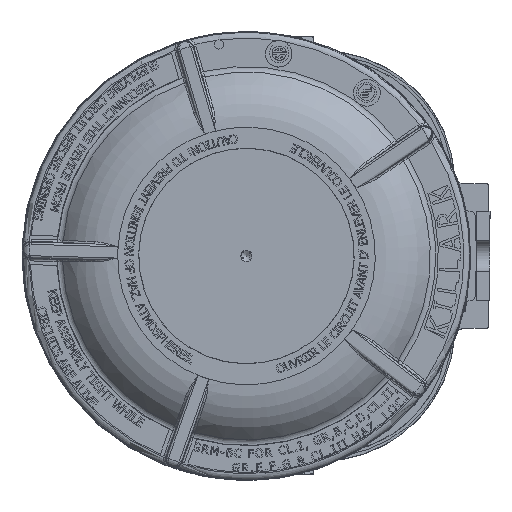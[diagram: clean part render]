
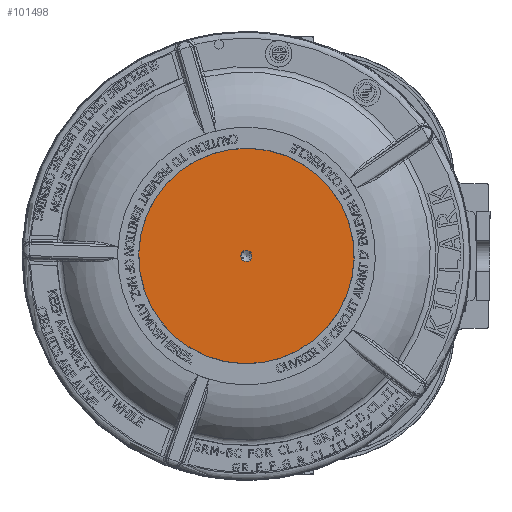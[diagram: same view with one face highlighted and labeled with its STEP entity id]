
A CAD part, left-side view. The second image highlights one B-rep face of the part: STEP entity #101498.
In plain terms, the highlighted face is planar.
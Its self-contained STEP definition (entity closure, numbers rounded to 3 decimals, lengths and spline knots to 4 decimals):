
#9968=FACE_BOUND('',#23557,.T.);
#12549=PLANE('',#106566);
#17892=FACE_OUTER_BOUND('',#23556,.T.);
#23556=EDGE_LOOP('',(#91005));
#23557=EDGE_LOOP('',(#91006,#91007));
#43599=CIRCLE('',#103789,0.078);
#43600=CIRCLE('',#103790,0.078);
#43880=CIRCLE('',#106565,1.4984);
#45333=VERTEX_POINT('',#135978);
#45334=VERTEX_POINT('',#135979);
#52119=VERTEX_POINT('',#175414);
#55188=EDGE_CURVE('',#45333,#45334,#43599,.T.);
#55189=EDGE_CURVE('',#45334,#45333,#43600,.T.);
#65400=EDGE_CURVE('',#52119,#52119,#43880,.T.);
#91005=ORIENTED_EDGE('',*,*,#65400,.F.);
#91006=ORIENTED_EDGE('',*,*,#55188,.T.);
#91007=ORIENTED_EDGE('',*,*,#55189,.T.);
#101498=ADVANCED_FACE('',(#17892,#9968),#12549,.T.);
#103789=AXIS2_PLACEMENT_3D('',#135980,#110383,#110384);
#103790=AXIS2_PLACEMENT_3D('',#135981,#110385,#110386);
#106565=AXIS2_PLACEMENT_3D('',#175416,#123313,#123314);
#106566=AXIS2_PLACEMENT_3D('',#175417,#123315,#123316);
#110383=DIRECTION('center_axis',(0.,-1.,0.));
#110384=DIRECTION('ref_axis',(1.,0.,0.));
#110385=DIRECTION('center_axis',(0.,-1.,0.));
#110386=DIRECTION('ref_axis',(1.,0.,0.));
#123313=DIRECTION('center_axis',(0.,-1.,0.));
#123314=DIRECTION('ref_axis',(-1.,0.,0.));
#123315=DIRECTION('center_axis',(0.,1.,0.));
#123316=DIRECTION('ref_axis',(0.,0.,1.));
#135978=CARTESIAN_POINT('',(0.078,1.7188,0.));
#135979=CARTESIAN_POINT('',(-0.078,1.7188,0.));
#135980=CARTESIAN_POINT('Origin',(0.,1.7188,0.));
#135981=CARTESIAN_POINT('Origin',(0.,1.7188,0.));
#175414=CARTESIAN_POINT('',(1.4984,1.7188,0.));
#175416=CARTESIAN_POINT('Origin',(0.,1.7188,0.));
#175417=CARTESIAN_POINT('Origin',(0.,1.7188,0.));
